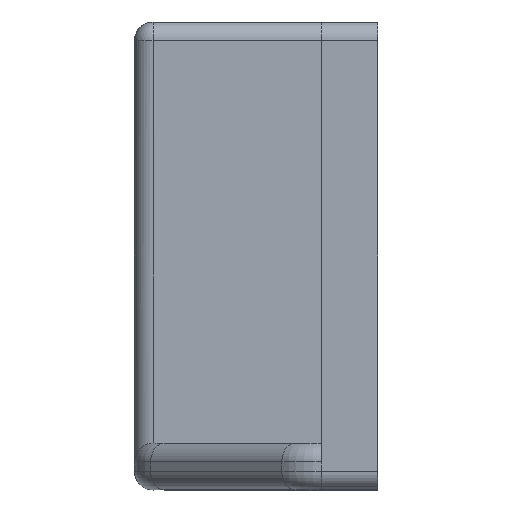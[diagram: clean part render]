
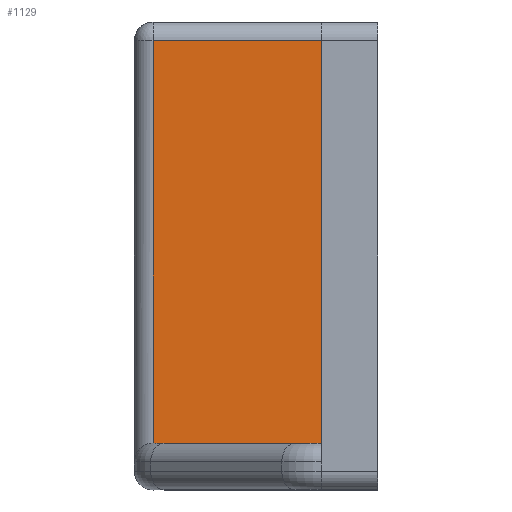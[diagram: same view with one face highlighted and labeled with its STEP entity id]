
A CAD part, left-side view. The second image highlights one B-rep face of the part: STEP entity #1129.
In plain terms, the highlighted planar face has unit normal (-1, 0, 0).
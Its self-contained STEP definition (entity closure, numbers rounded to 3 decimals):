
#137=DIRECTION('',(0.,0.,1.));
#138=VECTOR('',#137,21.5);
#139=CARTESIAN_POINT('',(-34.,3.,2.5));
#140=LINE('',#139,#138);
#328=DIRECTION('',(0.,-1.,0.));
#329=VECTOR('',#328,9.);
#330=CARTESIAN_POINT('',(-34.,12.,24.));
#331=LINE('',#330,#329);
#332=DIRECTION('',(0.,0.,1.));
#333=VECTOR('',#332,21.5);
#334=CARTESIAN_POINT('',(-34.,12.,2.5));
#335=LINE('',#334,#333);
#350=DIRECTION('',(0.,-1.,0.));
#351=VECTOR('',#350,9.);
#352=CARTESIAN_POINT('',(-34.,12.,2.5));
#353=LINE('',#352,#351);
#618=CARTESIAN_POINT('',(-34.,12.,24.));
#619=CARTESIAN_POINT('',(-34.,3.,24.));
#620=VERTEX_POINT('',#618);
#621=VERTEX_POINT('',#619);
#638=CARTESIAN_POINT('',(-34.,12.,2.5));
#639=VERTEX_POINT('',#638);
#720=CARTESIAN_POINT('',(-34.,3.,2.5));
#721=VERTEX_POINT('',#720);
#1116=CARTESIAN_POINT('',(-34.,3.,25.));
#1117=DIRECTION('',(1.,0.,0.));
#1118=DIRECTION('',(0.,0.,-1.));
#1119=AXIS2_PLACEMENT_3D('',#1116,#1117,#1118);
#1120=PLANE('',#1119);
#1121=ORIENTED_EDGE('',*,*,#1108,.T.);
#1122=ORIENTED_EDGE('',*,*,#914,.F.);
#1124=ORIENTED_EDGE('',*,*,#1123,.F.);
#1126=ORIENTED_EDGE('',*,*,#1125,.T.);
#1127=EDGE_LOOP('',(#1121,#1122,#1124,#1126));
#1128=FACE_OUTER_BOUND('',#1127,.F.);
#1129=ADVANCED_FACE('',(#1128),#1120,.F.);
#914=EDGE_CURVE('',#721,#621,#140,.T.);
#1108=EDGE_CURVE('',#620,#621,#331,.T.);
#1123=EDGE_CURVE('',#639,#721,#353,.T.);
#1125=EDGE_CURVE('',#639,#620,#335,.T.);
